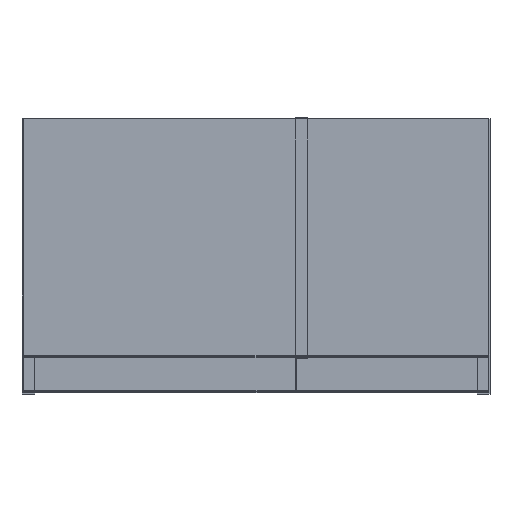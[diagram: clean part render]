
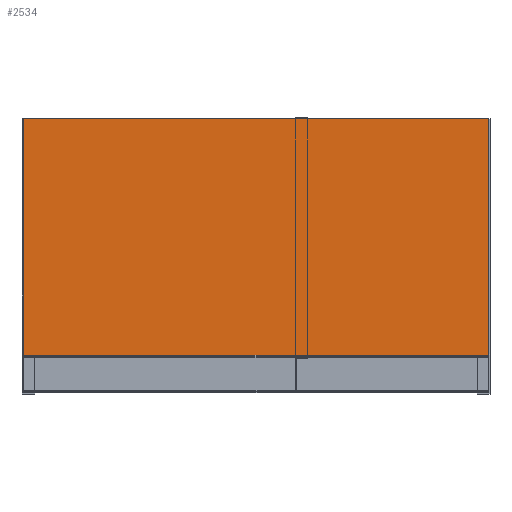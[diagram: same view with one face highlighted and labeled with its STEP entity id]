
A CAD part, front view. The second image highlights one B-rep face of the part: STEP entity #2534.
In plain terms, the highlighted planar face has unit normal (0, -1, 0).
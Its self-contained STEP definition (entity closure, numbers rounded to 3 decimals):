
#2313=DIRECTION('',(0.,0.,1.));
#2314=VECTOR('',#2313,171.72);
#2315=CARTESIAN_POINT('',(-168.75,-0.08,1.75));
#2316=LINE('',#2315,#2314);
#2320=DIRECTION('',(1.,0.,0.));
#2321=VECTOR('',#2320,337.5);
#2322=CARTESIAN_POINT('',(-168.75,-0.08,173.47));
#2323=LINE('',#2322,#2321);
#2327=DIRECTION('',(0.,0.,-1.));
#2328=VECTOR('',#2327,171.72);
#2329=CARTESIAN_POINT('',(168.75,-0.08,173.47));
#2330=LINE('',#2329,#2328);
#2334=DIRECTION('',(1.,0.,0.));
#2335=VECTOR('',#2334,337.5);
#2336=CARTESIAN_POINT('',(-168.75,-0.08,1.75));
#2337=LINE('',#2336,#2335);
#2453=CARTESIAN_POINT('',(168.75,-0.08,173.47));
#2454=CARTESIAN_POINT('',(168.75,-0.08,1.75));
#2455=VERTEX_POINT('',#2453);
#2456=VERTEX_POINT('',#2454);
#2461=CARTESIAN_POINT('',(-168.75,-0.08,1.75));
#2462=VERTEX_POINT('',#2461);
#2475=CARTESIAN_POINT('',(-168.75,-0.08,173.47));
#2476=VERTEX_POINT('',#2475);
#2520=CARTESIAN_POINT('',(-168.75,-0.08,-172.13));
#2521=DIRECTION('',(0.,-1.,0.));
#2522=DIRECTION('',(1.,0.,0.));
#2523=AXIS2_PLACEMENT_3D('',#2520,#2521,#2522);
#2524=PLANE('',#2523);
#2526=ORIENTED_EDGE('',*,*,#2525,.F.);
#2528=ORIENTED_EDGE('',*,*,#2527,.T.);
#2530=ORIENTED_EDGE('',*,*,#2529,.T.);
#2531=ORIENTED_EDGE('',*,*,#2502,.T.);
#2532=EDGE_LOOP('',(#2526,#2528,#2530,#2531));
#2533=FACE_OUTER_BOUND('',#2532,.F.);
#2502=EDGE_CURVE('',#2455,#2456,#2330,.T.);
#2525=EDGE_CURVE('',#2462,#2456,#2337,.T.);
#2527=EDGE_CURVE('',#2462,#2476,#2316,.T.);
#2529=EDGE_CURVE('',#2476,#2455,#2323,.T.);
#2534=ADVANCED_FACE('',(#2533),#2524,.T.);
